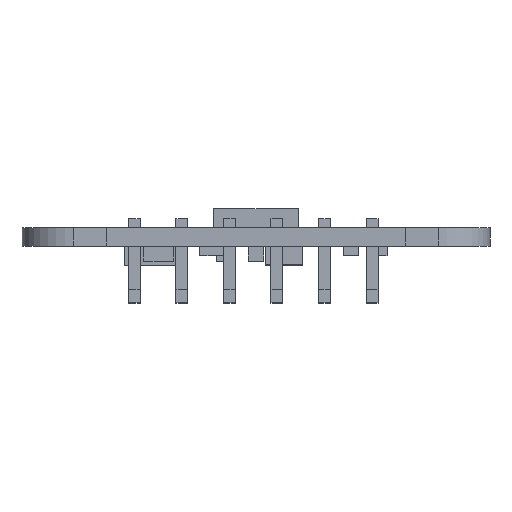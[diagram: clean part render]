
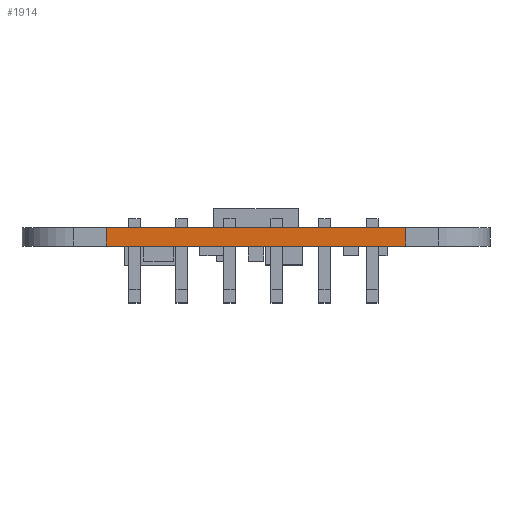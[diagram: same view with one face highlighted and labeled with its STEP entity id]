
A CAD part, top view. The second image highlights one B-rep face of the part: STEP entity #1914.
In plain terms, the highlighted planar face has unit normal (0, 0, 1).
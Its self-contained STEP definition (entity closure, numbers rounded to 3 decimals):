
#57 = VECTOR ( 'NONE', #1793, 1000. ) ;
#156 = CARTESIAN_POINT ( 'NONE',  ( -8., 1., 5.5 ) ) ;
#336 = LINE ( 'NONE', #5905, #5387 ) ;
#522 = DIRECTION ( 'NONE',  ( 1., 0., 0. ) ) ;
#852 = ORIENTED_EDGE ( 'NONE', *, *, #5615, .F. ) ;
#1026 = LINE ( 'NONE', #3330, #4434 ) ;
#1087 = VERTEX_POINT ( 'NONE', #2957 ) ;
#1289 = LINE ( 'NONE', #5436, #57 ) ;
#1391 = ORIENTED_EDGE ( 'NONE', *, *, #5661, .T. ) ;
#1422 = ORIENTED_EDGE ( 'NONE', *, *, #4167, .T. ) ;
#1793 = DIRECTION ( 'NONE',  ( 0., -1., 0. ) ) ;
#1848 = VERTEX_POINT ( 'NONE', #4047 ) ;
#1914 = ADVANCED_FACE ( 'NONE', ( #2705 ), #3685, .T. ) ;
#2024 = DIRECTION ( 'NONE',  ( -1., 0., 0. ) ) ;
#2063 = EDGE_LOOP ( 'NONE', ( #2146, #852, #1391, #1422 ) ) ;
#2136 = LINE ( 'NONE', #5704, #3418 ) ;
#2146 = ORIENTED_EDGE ( 'NONE', *, *, #5013, .F. ) ;
#2705 = FACE_OUTER_BOUND ( 'NONE', #2063, .T. ) ;
#2957 = CARTESIAN_POINT ( 'NONE',  ( -8., 0., 5.5 ) ) ;
#3330 = CARTESIAN_POINT ( 'NONE',  ( 8., 1., 5.5 ) ) ;
#3418 = VECTOR ( 'NONE', #2024, 1000. ) ;
#3621 = DIRECTION ( 'NONE',  ( 0., 0., 1. ) ) ;
#3685 = PLANE ( 'NONE',  #4841 ) ;
#4006 = DIRECTION ( 'NONE',  ( 0., -1., 0. ) ) ;
#4047 = CARTESIAN_POINT ( 'NONE',  ( 8., 1., 5.5 ) ) ;
#4143 = DIRECTION ( 'NONE',  ( -1., 0., 0. ) ) ;
#4167 = EDGE_CURVE ( 'NONE', #4653, #1087, #336, .T. ) ;
#4348 = VERTEX_POINT ( 'NONE', #4445 ) ;
#4434 = VECTOR ( 'NONE', #4143, 1000. ) ;
#4445 = CARTESIAN_POINT ( 'NONE',  ( 8., 0., 5.5 ) ) ;
#4653 = VERTEX_POINT ( 'NONE', #156 ) ;
#4841 = AXIS2_PLACEMENT_3D ( 'NONE', #5531, #3621, #522 ) ;
#5013 = EDGE_CURVE ( 'NONE', #4348, #1087, #2136, .T. ) ;
#5387 = VECTOR ( 'NONE', #4006, 1000. ) ;
#5436 = CARTESIAN_POINT ( 'NONE',  ( 8., 1., 5.5 ) ) ;
#5531 = CARTESIAN_POINT ( 'NONE',  ( 8., 1., 5.5 ) ) ;
#5615 = EDGE_CURVE ( 'NONE', #1848, #4348, #1289, .T. ) ;
#5661 = EDGE_CURVE ( 'NONE', #1848, #4653, #1026, .T. ) ;
#5704 = CARTESIAN_POINT ( 'NONE',  ( 8., 0., 5.5 ) ) ;
#5905 = CARTESIAN_POINT ( 'NONE',  ( -8., 1., 5.5 ) ) ;
